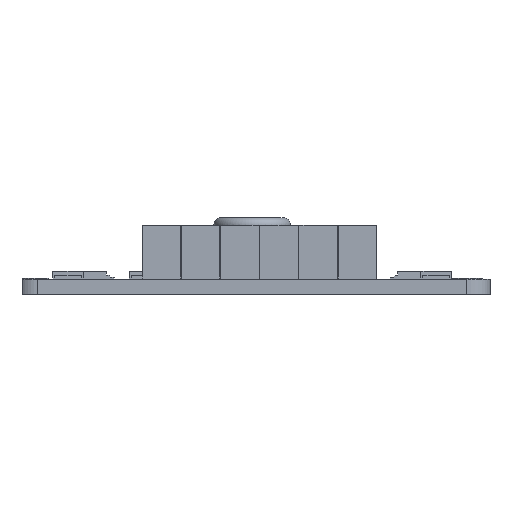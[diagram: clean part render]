
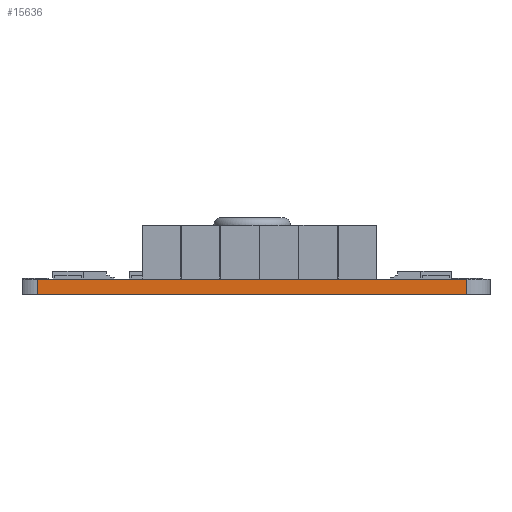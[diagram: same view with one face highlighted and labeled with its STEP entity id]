
A CAD part, left-side view. The second image highlights one B-rep face of the part: STEP entity #15636.
In plain terms, the highlighted planar face has unit normal (-1, 0, 0).
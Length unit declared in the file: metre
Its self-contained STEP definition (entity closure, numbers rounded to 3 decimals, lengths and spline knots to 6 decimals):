
#204=PLANE('',#21147);
#2520=ORIENTED_EDGE('',*,*,#5630,.T.);
#2521=ORIENTED_EDGE('',*,*,#6402,.F.);
#2522=ORIENTED_EDGE('',*,*,#5616,.F.);
#2523=ORIENTED_EDGE('',*,*,#5620,.T.);
#5616=EDGE_CURVE('',#7767,#7768,#9201,.T.);
#5620=EDGE_CURVE('',#7767,#7770,#9203,.T.);
#5630=EDGE_CURVE('',#7770,#7777,#9207,.T.);
#6402=EDGE_CURVE('',#7768,#7777,#9954,.T.);
#7767=VERTEX_POINT('',#26505);
#7768=VERTEX_POINT('',#26507);
#7770=VERTEX_POINT('',#26513);
#7777=VERTEX_POINT('',#26532);
#9201=LINE('',#26506,#11239);
#9203=LINE('',#26514,#11241);
#9207=LINE('',#26533,#11245);
#9954=LINE('',#28035,#11992);
#11239=VECTOR('',#22270,1.);
#11241=VECTOR('',#22278,1.);
#11245=VECTOR('',#22298,1.);
#11992=VECTOR('',#23445,1.);
#13092=EDGE_LOOP('',(#2520,#2521,#2522,#2523));
#13979=FACE_BOUND('',#13092,.T.);
#15636=ADVANCED_FACE('',(#13979),#204,.F.);
#21147=AXIS2_PLACEMENT_3D('',#28036,#23446,#23447);
#22270=DIRECTION('',(0.,-1.,0.));
#22278=DIRECTION('',(0.,0.,-1.));
#22298=DIRECTION('',(0.,-1.,0.));
#23445=DIRECTION('',(0.,0.,-1.));
#23446=DIRECTION('',(1.,0.,0.));
#23447=DIRECTION('',(0.,1.,0.));
#26505=CARTESIAN_POINT('',(-0.04225,0.033,0.001));
#26506=CARTESIAN_POINT('',(-0.04225,-0.023,0.001));
#26507=CARTESIAN_POINT('',(-0.04225,-0.023,0.001));
#26513=CARTESIAN_POINT('',(-0.04225,0.033,-0.001));
#26514=CARTESIAN_POINT('',(-0.04225,0.033,0.001));
#26532=CARTESIAN_POINT('',(-0.04225,-0.023,-0.001));
#26533=CARTESIAN_POINT('',(-0.04225,-0.023,-0.001));
#28035=CARTESIAN_POINT('',(-0.04225,-0.023,0.001));
#28036=CARTESIAN_POINT('',(-0.04225,-0.023,0.001));
